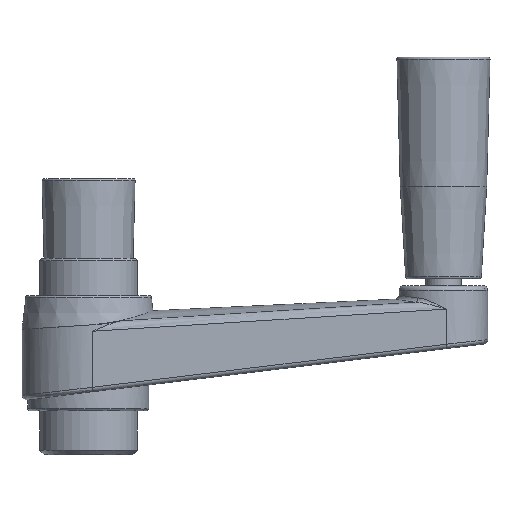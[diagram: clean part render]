
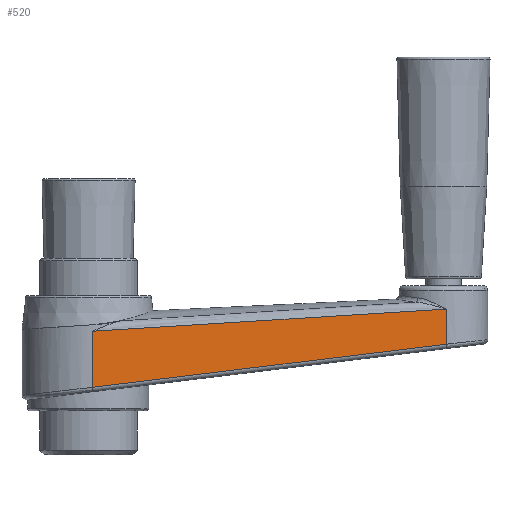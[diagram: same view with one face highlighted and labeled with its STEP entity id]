
A CAD part, front view. The second image highlights one B-rep face of the part: STEP entity #520.
In plain terms, the highlighted planar face has unit normal (0.062, -0.998, 0).
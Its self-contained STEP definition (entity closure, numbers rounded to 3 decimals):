
#520 = ADVANCED_FACE( '', ( #869 ), #870, .F. );
#869 = FACE_OUTER_BOUND( '', #2207, .T. );
#870 = PLANE( '', #2208 );
#2207 = EDGE_LOOP( '', ( #3878, #3879, #3880, #3881 ) );
#2208 = AXIS2_PLACEMENT_3D( '', #3882, #3883, #3884 );
#3878 = ORIENTED_EDGE( '', *, *, #5216, .F. );
#3879 = ORIENTED_EDGE( '', *, *, #5095, .T. );
#3880 = ORIENTED_EDGE( '', *, *, #5217, .T. );
#3881 = ORIENTED_EDGE( '', *, *, #5218, .T. );
#3882 = CARTESIAN_POINT( '', ( 0.938, -14.971, 26. ) );
#3883 = DIRECTION( '', ( -0.063, 0.998, 0. ) );
#3884 = DIRECTION( '', ( -0.998, -0.063, 0. ) );
#5095 = EDGE_CURVE( '', #5844, #5845, #5846, .T. );
#5216 = EDGE_CURVE( '', #5844, #6034, #6035, .T. );
#5217 = EDGE_CURVE( '', #5845, #6036, #6037, .T. );
#5218 = EDGE_CURVE( '', #6036, #6034, #6038, .T. );
#5844 = VERTEX_POINT( '', #8087 );
#5845 = VERTEX_POINT( '', #8088 );
#5846 = B_SPLINE_CURVE_WITH_KNOTS( '', 3, ( #8089, #8090, #8091, #8092, #8093, #8094, #8095, #8096, #8097, #8098, #8099 ), .UNSPECIFIED., .F., .F., ( 4, 1, 2, 2, 2, 4 ), ( 0., 0.01, 0.02, 0.04, 0.06, 0.08 ), .UNSPECIFIED. );
#6034 = VERTEX_POINT( '', #8633 );
#6035 = LINE( '', #8634, #8635 );
#6036 = VERTEX_POINT( '', #8636 );
#6037 = LINE( '', #8637, #8638 );
#6038 = LINE( '', #8639, #8640 );
#8087 = CARTESIAN_POINT( '', ( 80.625, -9.98, 20.567 ) );
#8088 = CARTESIAN_POINT( '', ( 0.937, -14.971, 15.576 ) );
#8089 = CARTESIAN_POINT( '', ( 80.625, -9.98, 20.567 ) );
#8090 = CARTESIAN_POINT( '', ( 77.304, -10.188, 20.362 ) );
#8091 = CARTESIAN_POINT( '', ( 70.663, -10.604, 19.953 ) );
#8092 = CARTESIAN_POINT( '', ( 64.023, -11.02, 19.54 ) );
#8093 = CARTESIAN_POINT( '', ( 54.061, -11.644, 18.921 ) );
#8094 = CARTESIAN_POINT( '', ( 47.421, -12.06, 18.506 ) );
#8095 = CARTESIAN_POINT( '', ( 34.14, -12.891, 17.673 ) );
#8096 = CARTESIAN_POINT( '', ( 27.499, -13.307, 17.255 ) );
#8097 = CARTESIAN_POINT( '', ( 14.218, -14.139, 16.417 ) );
#8098 = CARTESIAN_POINT( '', ( 7.578, -14.555, 15.997 ) );
#8099 = CARTESIAN_POINT( '', ( 0.937, -14.971, 15.576 ) );
#8633 = CARTESIAN_POINT( '', ( 80.625, -9.98, 12.657 ) );
#8634 = CARTESIAN_POINT( '', ( 80.625, -9.98, 26. ) );
#8635 = VECTOR( '', #9982, 1000. );
#8636 = CARTESIAN_POINT( '', ( 0.937, -14.971, 2.943 ) );
#8637 = CARTESIAN_POINT( '', ( 0.937, -14.971, 26. ) );
#8638 = VECTOR( '', #9983, 1000. );
#8639 = CARTESIAN_POINT( '', ( 3.696, -14.798, 3.279 ) );
#8640 = VECTOR( '', #9984, 1000. );
#9982 = DIRECTION( '', ( 0., 0., -1. ) );
#9983 = DIRECTION( '', ( 0., 0., -1. ) );
#9984 = DIRECTION( '', ( 0.991, 0.062, 0.121 ) );
